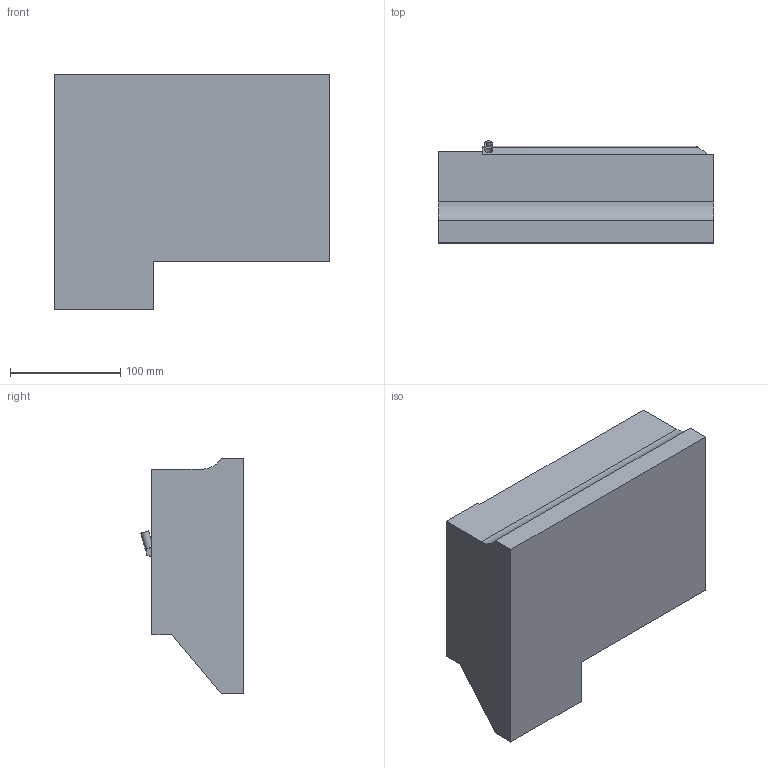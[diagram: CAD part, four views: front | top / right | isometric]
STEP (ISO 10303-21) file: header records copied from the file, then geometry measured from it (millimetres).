
FILE_DESCRIPTION(/* description */ (''),/* implementation_level */ '2;1');
FILE_NAME(/* name */ 'Part2.stp',/* time_stamp */ '2025-11-12T15:20:22+01:00',/* author */ ('maxim'),/* organization */ (''),/* preprocessor_version */ 'ST-DEVELOPER v20.1',/* originating_system */ 'Autodesk Inventor 2026',/* authorisation */ '');
FILE_SCHEMA (('AUTOMOTIVE_DESIGN { 1 0 10303 214 3 1 1 }'));
Length unit declared in the file: millimetre
Products named in the file (1): Part2
Bounding box: 250 x 92.93 x 213.62 mm (x, y, z)
Volume: 387982.9 mm3; surface area: 492277 mm2
Topology: 1 solids, 1 shells, 590 faces, 1761 edges, 1156 vertices
Faces by surface type: plane 494, cone 74, cylinder 20, bspline 1, torus 1
Full cylindrical faces by diameter (mm): 4.5 x1, 7.5 x1
Entity records: 19803 total; most frequent: CARTESIAN_POINT 3881, ORIENTED_EDGE 3522, DIRECTION 3088, EDGE_CURVE 1761, LINE 1422, VECTOR 1422, VERTEX_POINT 1156, AXIS2_PLACEMENT_3D 833
